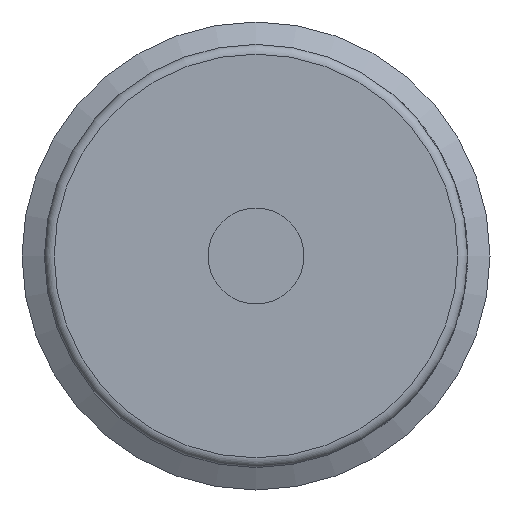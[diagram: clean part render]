
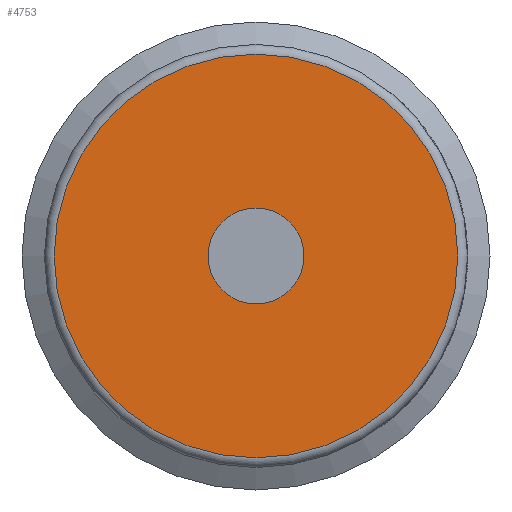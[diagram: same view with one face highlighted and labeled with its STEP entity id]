
A CAD part, front view. The second image highlights one B-rep face of the part: STEP entity #4753.
In plain terms, the highlighted face is planar.
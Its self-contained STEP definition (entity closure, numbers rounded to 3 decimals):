
#56=FACE_BOUND('',#988,.T.);
#467=PLANE('',#5071);
#714=FACE_OUTER_BOUND('',#987,.T.);
#987=EDGE_LOOP('',(#4205));
#988=EDGE_LOOP('',(#4206));
#1111=CIRCLE('',#5059,2.459);
#1115=CIRCLE('',#5069,10.35);
#2218=VERTEX_POINT('',#10625);
#2222=VERTEX_POINT('',#10643);
#2875=EDGE_CURVE('',#2218,#2218,#1111,.T.);
#2883=EDGE_CURVE('',#2222,#2222,#1115,.T.);
#4205=ORIENTED_EDGE('',*,*,#2883,.T.);
#4206=ORIENTED_EDGE('',*,*,#2875,.T.);
#4753=ADVANCED_FACE('',(#714,#56),#467,.T.);
#5059=AXIS2_PLACEMENT_3D('',#10626,#5918,#5919);
#5069=AXIS2_PLACEMENT_3D('',#10644,#5942,#5943);
#5071=AXIS2_PLACEMENT_3D('',#10646,#5946,#5947);
#5918=DIRECTION('center_axis',(-1.,0.,0.));
#5919=DIRECTION('ref_axis',(0.,0.,-1.));
#5942=DIRECTION('center_axis',(1.,0.,0.));
#5943=DIRECTION('ref_axis',(0.,0.,-1.));
#5946=DIRECTION('center_axis',(1.,0.,0.));
#5947=DIRECTION('ref_axis',(0.,0.,-1.));
#10625=CARTESIAN_POINT('',(107.,0.05,2.459));
#10626=CARTESIAN_POINT('Origin',(107.,0.05,0.));
#10643=CARTESIAN_POINT('',(107.,0.05,10.35));
#10644=CARTESIAN_POINT('Origin',(107.,0.05,0.));
#10646=CARTESIAN_POINT('Origin',(107.,0.05,0.));
